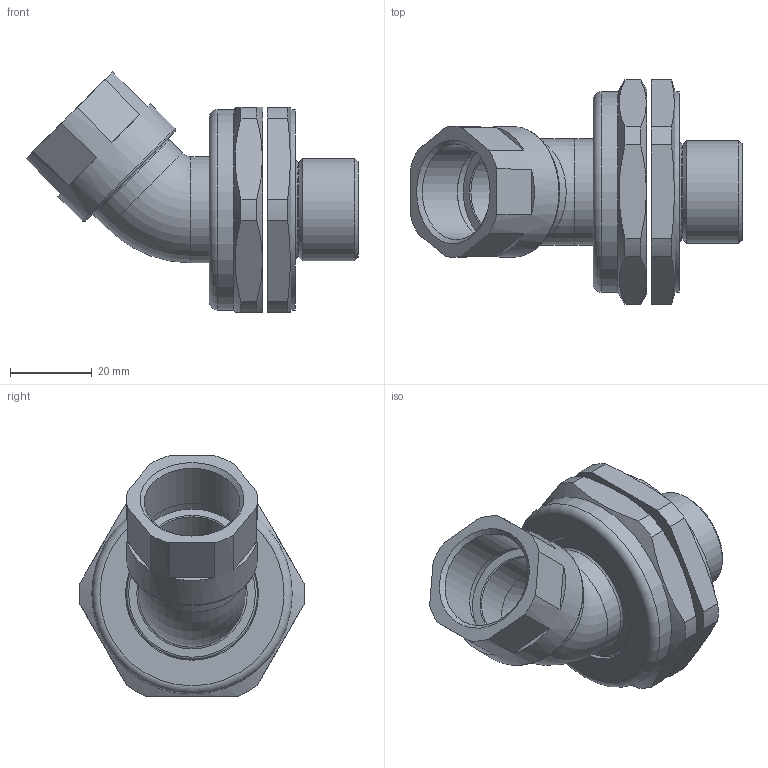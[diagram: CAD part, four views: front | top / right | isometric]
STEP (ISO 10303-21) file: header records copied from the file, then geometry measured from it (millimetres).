
FILE_DESCRIPTION (( 'STEP AP203' ), '1' );
FILE_NAME ('784DM3M3.STEP', '2017-02-06T10:29:00', ( '' ), ( '' ), 'SwSTEP 2.0', 'SolidWorks 2014', '' );
FILE_SCHEMA (( 'CONFIG_CONTROL_DESIGN' ));
Length unit declared in the file: millimetre
Products named in the file (1): 784DM3M3
Bounding box: 81.14 x 54.97 x 58.68 mm (x, y, z)
Surface area: 18282.6 mm2 (no closed solid volume)
Topology: 0 solids, 4 shells, 80 faces, 194 edges, 124 vertices
Faces by surface type: plane 34, cylinder 25, cone 14, torus 7
Full cylindrical faces by diameter (mm): 20.35 x1, 20.4 x1, 22.971 x1, 23.376 x1, 25 x1, 25.196 x1, 26 x2, 32 x2, 32.5 x1, 49 x2
Entity records: 2364 total; most frequent: CARTESIAN_POINT 545, DIRECTION 378, ORIENTED_EDGE 310, AXIS2_PLACEMENT_3D 162, EDGE_CURVE 159, EDGE_LOOP 118, VERTEX_POINT 117, FACE_OUTER_BOUND 100
